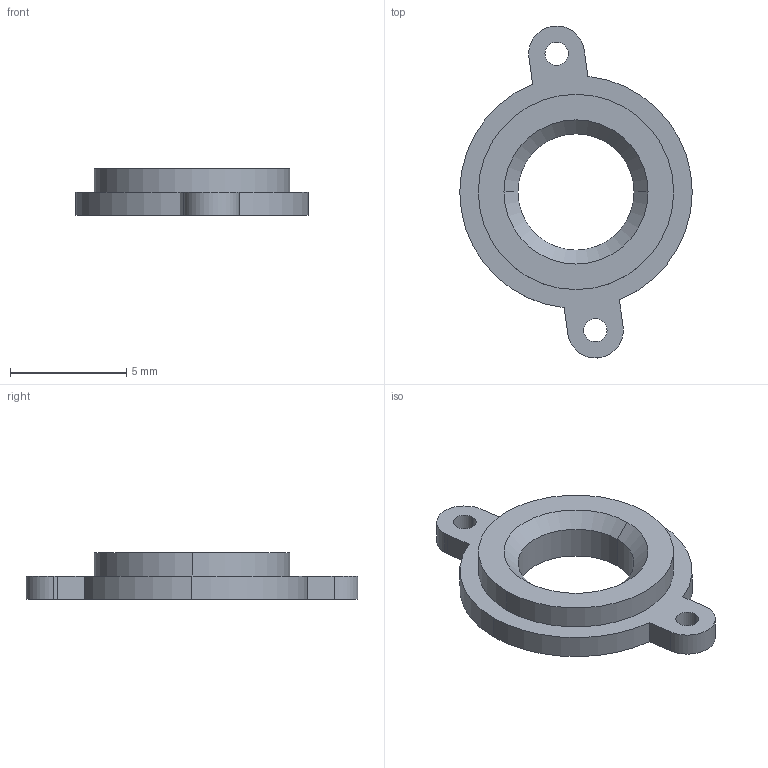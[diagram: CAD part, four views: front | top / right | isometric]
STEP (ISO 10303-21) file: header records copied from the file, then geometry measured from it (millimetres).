
FILE_DESCRIPTION(('produced by SPATIAL CORP'),'2;1');
FILE_NAME( 'rec_fr.prt.hh.sat.stp', '2002-04-19T13:52:06+00:00',('SPATIAL CORP'),('SPATIAL CORP'), 'ACIS STEP Husk','http://www.spatial.com','SPATIAL CORP');
FILE_SCHEMA(('CONFIG_CONTROL_DESIGN'));
Length unit declared in the file: millimetre
Products named in the file (1): PRODUCT_ID_1
Bounding box: 10 x 14.28 x 2 mm (x, y, z)
Volume: 99.6 mm3; surface area: 231.5 mm2
Topology: 1 solids, 1 shells, 25 faces, 64 edges, 42 vertices
Faces by surface type: cylinder 16, plane 7, cone 2
Entity records: 813 total; most frequent: ORIENTED_EDGE 128, DIRECTION 124, CARTESIAN_POINT 119, EDGE_CURVE 64, AXIS2_PLACEMENT_3D 47, VERTEX_POINT 42, EDGE_LOOP 32, FACE_BOUND 32
